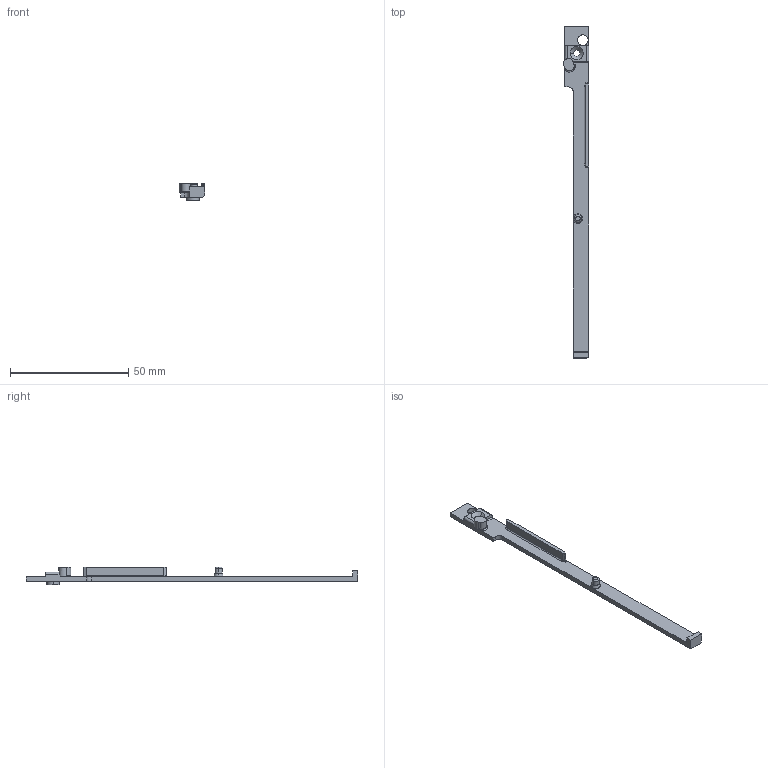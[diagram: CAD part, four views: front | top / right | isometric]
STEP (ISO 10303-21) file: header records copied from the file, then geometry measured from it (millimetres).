
FILE_DESCRIPTION(('CATIA V5 STEP Exchange'),'2;1');
FILE_NAME('piece 43_V2.stp','2020-09-26T14:32:13+00:00',('none'),('none'),'CATIA Version 5 Release 18 GA (IN-10)','CATIA V5 STEP AP203','none');
FILE_SCHEMA(('CONFIG_CONTROL_DESIGN'));
Length unit declared in the file: millimetre
Products named in the file (1): piece 43
Bounding box: 10.85 x 140.5 x 7.4 mm (x, y, z)
Volume: 2410.8 mm3; surface area: 3074.4 mm2
Topology: 1 solids, 1 shells, 64 faces, 168 edges, 106 vertices
Faces by surface type: plane 30, cylinder 26, cone 4, torus 4
Entity records: 1997 total; most frequent: CARTESIAN_POINT 446, ORIENTED_EDGE 336, DIRECTION 262, EDGE_CURVE 168, VECTOR 106, LINE 106, VERTEX_POINT 106, AXIS2_PLACEMENT_3D 102
